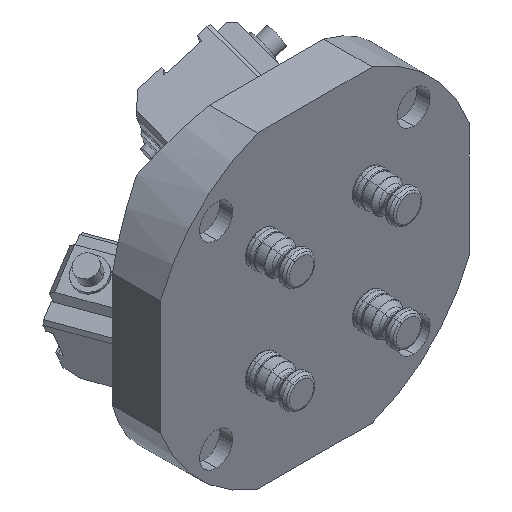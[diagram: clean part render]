
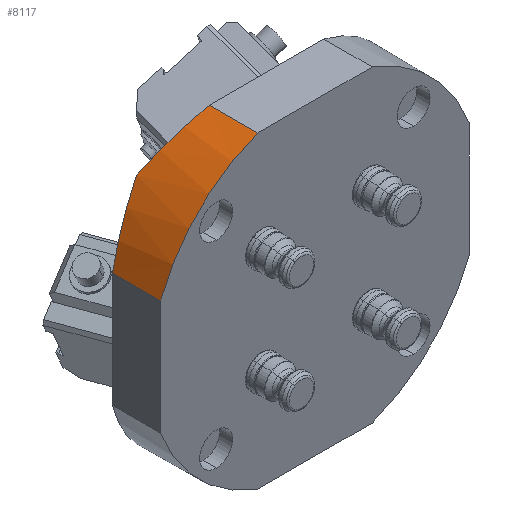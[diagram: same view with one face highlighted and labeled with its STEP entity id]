
A CAD part, isometric view. The second image highlights one B-rep face of the part: STEP entity #8117.
In plain terms, the highlighted cylindrical face has radius 80 mm (diameter 160 mm), a partial arc.
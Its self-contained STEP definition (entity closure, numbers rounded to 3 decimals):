
#5 = VECTOR ( 'NONE', #7551, 1000. ) ;
#26 = CARTESIAN_POINT ( 'NONE',  ( -64.739, 27.237, 48.398 ) ) ;
#165 = ORIENTED_EDGE ( 'NONE', *, *, #8654, .F. ) ;
#232 = VERTEX_POINT ( 'NONE', #4648 ) ;
#507 = ORIENTED_EDGE ( 'NONE', *, *, #3430, .F. ) ;
#971 = CARTESIAN_POINT ( 'NONE',  ( -75., 23.502, 27.839 ) ) ;
#1114 = CARTESIAN_POINT ( 'NONE',  ( -27.839, 23.502, 75. ) ) ;
#1148 = CYLINDRICAL_SURFACE ( 'NONE', #3156, 80. ) ;
#1280 = DIRECTION ( 'NONE',  ( 0., -1., 0. ) ) ;
#1333 = CARTESIAN_POINT ( 'NONE',  ( -75., 31.189, 27.839 ) ) ;
#1484 = VERTEX_POINT ( 'NONE', #11266 ) ;
#1895 = VERTEX_POINT ( 'NONE', #2030 ) ;
#2030 = CARTESIAN_POINT ( 'NONE',  ( -27.839, 23.502, 75. ) ) ;
#2926 = CIRCLE ( 'NONE', #7716, 80. ) ;
#3019 = CARTESIAN_POINT ( 'NONE',  ( -27.839, 0., 75. ) ) ;
#3156 = AXIS2_PLACEMENT_3D ( 'NONE', #10432, #6193, #5393 ) ;
#3430 = EDGE_CURVE ( 'NONE', #1895, #4563, #7730, .T. ) ;
#3567 = CARTESIAN_POINT ( 'NONE',  ( -70.979, 24.966, 38.672 ) ) ;
#3760 = DIRECTION ( 'NONE',  ( 0., 0., -1. ) ) ;
#4417 = CARTESIAN_POINT ( 'NONE',  ( -75., 23.502, 27.839 ) ) ;
#4510 = CARTESIAN_POINT ( 'NONE',  ( -48.398, 27.237, 64.739 ) ) ;
#4563 = VERTEX_POINT ( 'NONE', #3019 ) ;
#4626 = ORIENTED_EDGE ( 'NONE', *, *, #5489, .F. ) ;
#4648 = CARTESIAN_POINT ( 'NONE',  ( -56.569, 30.211, 56.569 ) ) ;
#5051 = VERTEX_POINT ( 'NONE', #971 ) ;
#5079 = EDGE_LOOP ( 'NONE', ( #10934, #4626, #8017, #165, #507 ) ) ;
#5381 = DIRECTION ( 'NONE',  ( 0., -1., 0. ) ) ;
#5393 = DIRECTION ( 'NONE',  ( 0., 0., -1. ) ) ;
#5489 = EDGE_CURVE ( 'NONE', #5051, #232, #7907, .T. ) ;
#5499 = CARTESIAN_POINT ( 'NONE',  ( 0., 0., 0. ) ) ;
#5733 = LINE ( 'NONE', #1333, #5 ) ;
#6115 = CARTESIAN_POINT ( 'NONE',  ( -56.569, 30.211, 56.569 ) ) ;
#6193 = DIRECTION ( 'NONE',  ( 0., -1., 0. ) ) ;
#7551 = DIRECTION ( 'NONE',  ( 0., -1., 0. ) ) ;
#7716 = AXIS2_PLACEMENT_3D ( 'NONE', #5499, #1280, #3760 ) ;
#7730 = LINE ( 'NONE', #10563, #8948 ) ;
#7907 =( BOUNDED_CURVE ( )  B_SPLINE_CURVE ( 3, ( #4417, #3567, #26, #6115 ),
 .UNSPECIFIED., .F., .F. ) 
 B_SPLINE_CURVE_WITH_KNOTS ( ( 4, 4 ),
 ( 0.355, 0.785 ),
 .UNSPECIFIED. ) 
 CURVE ( )  GEOMETRIC_REPRESENTATION_ITEM ( )  RATIONAL_B_SPLINE_CURVE ( ( 1., 0.985, 0.985, 1. ) ) 
 REPRESENTATION_ITEM ( '' )  );
#8017 = ORIENTED_EDGE ( 'NONE', *, *, #10027, .T. ) ;
#8117 = ADVANCED_FACE ( 'NONE', ( #8612 ), #1148, .T. ) ;
#8548 =( BOUNDED_CURVE ( )  B_SPLINE_CURVE ( 3, ( #9618, #4510, #10632, #1114 ),
 .UNSPECIFIED., .F., .T. ) 
 B_SPLINE_CURVE_WITH_KNOTS ( ( 4, 4 ),
 ( 5.498, 5.928 ),
 .UNSPECIFIED. ) 
 CURVE ( )  GEOMETRIC_REPRESENTATION_ITEM ( )  RATIONAL_B_SPLINE_CURVE ( ( 1., 0.985, 0.985, 1. ) ) 
 REPRESENTATION_ITEM ( '' )  );
#8612 = FACE_OUTER_BOUND ( 'NONE', #5079, .T. ) ;
#8654 = EDGE_CURVE ( 'NONE', #4563, #1484, #2926, .T. ) ;
#8948 = VECTOR ( 'NONE', #5381, 1000. ) ;
#9618 = CARTESIAN_POINT ( 'NONE',  ( -56.569, 30.211, 56.569 ) ) ;
#10027 = EDGE_CURVE ( 'NONE', #5051, #1484, #5733, .T. ) ;
#10432 = CARTESIAN_POINT ( 'NONE',  ( 0., 31.189, 0. ) ) ;
#10563 = CARTESIAN_POINT ( 'NONE',  ( -27.839, 31.189, 75. ) ) ;
#10632 = CARTESIAN_POINT ( 'NONE',  ( -38.672, 24.966, 70.979 ) ) ;
#10747 = EDGE_CURVE ( 'NONE', #232, #1895, #8548, .T. ) ;
#10934 = ORIENTED_EDGE ( 'NONE', *, *, #10747, .F. ) ;
#11266 = CARTESIAN_POINT ( 'NONE',  ( -75., 0., 27.839 ) ) ;
